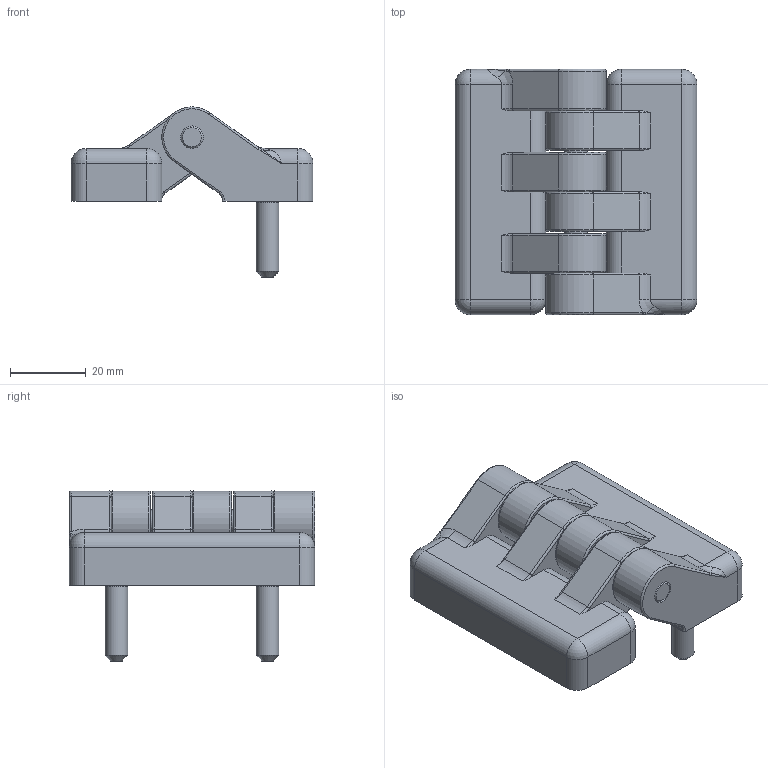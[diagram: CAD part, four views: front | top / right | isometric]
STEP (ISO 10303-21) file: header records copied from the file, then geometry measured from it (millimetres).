
FILE_DESCRIPTION( ( 'Unknown' ), '1' );
FILE_NAME( '6388310_C65BC.stp', 'Unknown', ( 'Unknown' ), ( 'Unknown' ), 'PSStep 14.0', 'Unknown', ' ' );
FILE_SCHEMA( ( 'AUTOMOTIVE_DESIGN { 1 0 10303 214 1 1 1 1 }' ) );
Length unit declared in the file: millimetre
Products named in the file (1): 8900304
Bounding box: 64 x 64.9 x 44.98 mm (x, y, z)
Volume: 45646.9 mm3; surface area: 23895.4 mm2
Topology: 1 solids, 3 shells, 246 faces, 625 edges, 383 vertices
Faces by surface type: plane 98, cylinder 84, torus 40, cone 10, bspline 8, sphere 6
Full cylindrical faces by diameter (mm): 4.917 x2, 6 x8, 9 x2, 14.5 x4
Entity records: 9758 total; most frequent: CARTESIAN_POINT 2041, DIRECTION 1250, ORIENTED_EDGE 1130, EDGE_CURVE 565, AXIS2_PLACEMENT_3D 480, VERTEX_POINT 365, EDGE_LOOP 298, LINE 290
